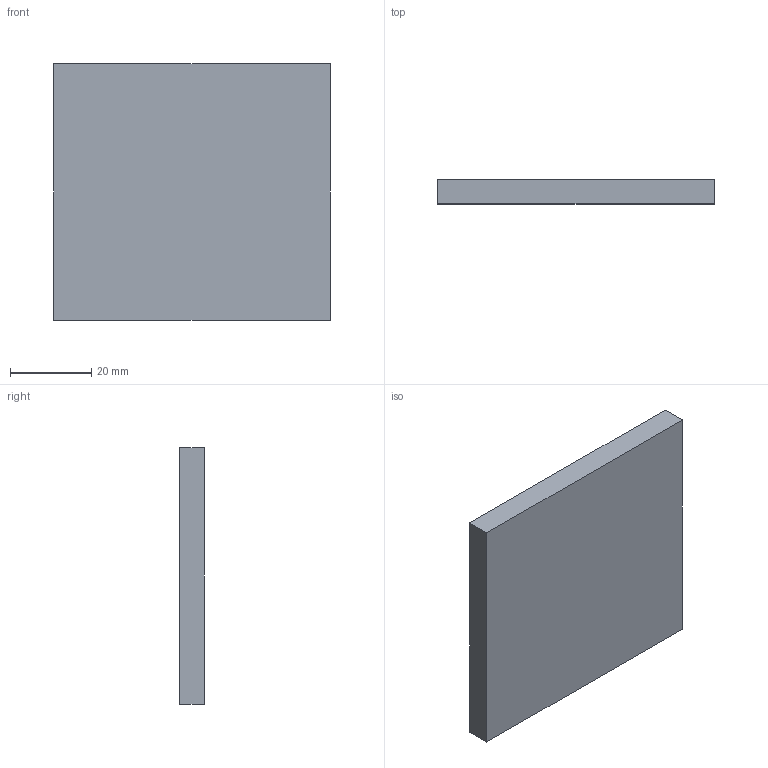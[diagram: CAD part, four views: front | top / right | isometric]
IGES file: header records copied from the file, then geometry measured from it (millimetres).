
Start section: SolidWorks IGES file using analytic representation for surfaces
Global section: file name: Gabarit_Arceaux.IGS; native system: SolidWorks 2014; preprocessor: SolidWorks 2014; author: Bastien; date: 181215.184438; units: millimetre
Bounding box: 68.14 x 6 x 63.1 mm (x, y, z)
Surface area: 12062.1 mm2 (no closed solid volume)
Topology: 0 solids, 0 shells, 58 faces, 840 edges, 840 vertices
Faces by surface type: bspline 37, revolution 21
